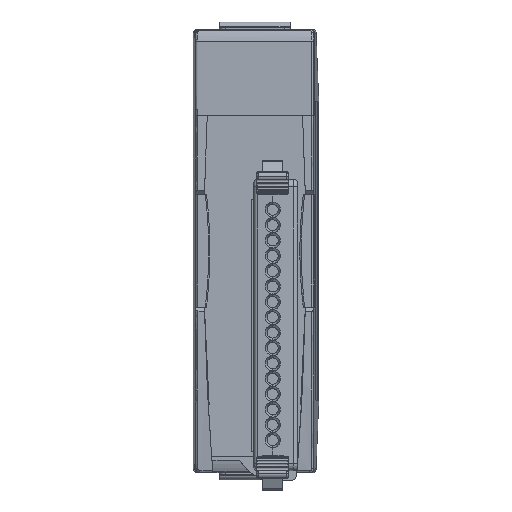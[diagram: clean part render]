
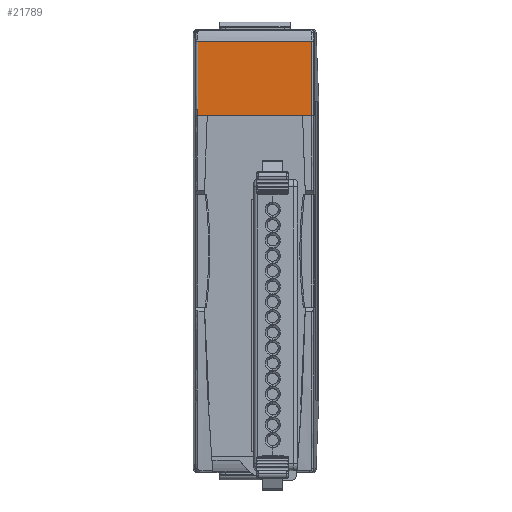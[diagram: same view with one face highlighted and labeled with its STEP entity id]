
A CAD part, top view. The second image highlights one B-rep face of the part: STEP entity #21789.
In plain terms, the highlighted planar face has unit normal (0, 0, 1).
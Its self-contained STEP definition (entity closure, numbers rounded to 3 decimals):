
#378 = CARTESIAN_POINT ( 'NONE',  ( 29.892, 33.5, 84.5 ) ) ;
#2457 = CARTESIAN_POINT ( 'NONE',  ( 1.607, 48.333, 84.5 ) ) ;
#3409 = ORIENTED_EDGE ( 'NONE', *, *, #71430, .T. ) ;
#3812 = VERTEX_POINT ( 'NONE', #32331 ) ;
#5086 = VERTEX_POINT ( 'NONE', #48018 ) ;
#5212 = LINE ( 'NONE', #86769, #52899 ) ;
#5591 = LINE ( 'NONE', #13321, #21477 ) ;
#7099 = DIRECTION ( 'NONE',  ( -1., 0., 0. ) ) ;
#9312 = CARTESIAN_POINT ( 'NONE',  ( 1.607, 43., 84.5 ) ) ;
#10585 = PLANE ( 'NONE',  #37888 ) ;
#13321 = CARTESIAN_POINT ( 'NONE',  ( 29.892, 35., 84.5 ) ) ;
#13600 = CARTESIAN_POINT ( 'NONE',  ( 1.607, 33.5, 84.5 ) ) ;
#14602 = FACE_OUTER_BOUND ( 'NONE', #26096, .T. ) ;
#16107 = CARTESIAN_POINT ( 'NONE',  ( 1.607, 35., 84.5 ) ) ;
#17420 = DIRECTION ( 'NONE',  ( 0., 0., 1. ) ) ;
#18459 = VERTEX_POINT ( 'NONE', #378 ) ;
#20538 = CARTESIAN_POINT ( 'NONE',  ( 46.666, 52., 84.5 ) ) ;
#21192 = LINE ( 'NONE', #32060, #73113 ) ;
#21477 = VECTOR ( 'NONE', #67483, 1000. ) ;
#21789 = ADVANCED_FACE ( 'NONE', ( #14602 ), #10585, .T. ) ;
#23376 = ORIENTED_EDGE ( 'NONE', *, *, #81450, .T. ) ;
#25295 = DIRECTION ( 'NONE',  ( 0., -1., 0. ) ) ;
#26096 = EDGE_LOOP ( 'NONE', ( #71980, #60480, #51875, #3409, #23376, #70479, #53791 ) ) ;
#31066 = LINE ( 'NONE', #79488, #82993 ) ;
#31973 = CARTESIAN_POINT ( 'NONE',  ( 1.607, 52., 84.5 ) ) ;
#32060 = CARTESIAN_POINT ( 'NONE',  ( 1.099, 33.5, 84.5 ) ) ;
#32331 = CARTESIAN_POINT ( 'NONE',  ( 1.607, 52., 84.5 ) ) ;
#32369 = DIRECTION ( 'NONE',  ( 1., 0., 0. ) ) ;
#32609 = DIRECTION ( 'NONE',  ( -1., 0., 0. ) ) ;
#33946 = VERTEX_POINT ( 'NONE', #31973 ) ;
#35910 = LINE ( 'NONE', #61235, #53942 ) ;
#36267 = CARTESIAN_POINT ( 'NONE',  ( 1.607, 51.333, 84.5 ) ) ;
#37730 = CARTESIAN_POINT ( 'NONE',  ( 29.892, 52., 84.5 ) ) ;
#37888 = AXIS2_PLACEMENT_3D ( 'NONE', #78104, #17420, #64735 ) ;
#41642 = CARTESIAN_POINT ( 'NONE',  ( 1.607, 35., 84.5 ) ) ;
#43077 = CARTESIAN_POINT ( 'NONE',  ( 1.607, 49.667, 84.5 ) ) ;
#43748 = EDGE_CURVE ( 'NONE', #73290, #3812, #35910, .T. ) ;
#48018 = CARTESIAN_POINT ( 'NONE',  ( 29.892, 52., 84.5 ) ) ;
#49878 = CARTESIAN_POINT ( 'NONE',  ( 1.607, 47., 84.5 ) ) ;
#51875 = ORIENTED_EDGE ( 'NONE', *, *, #81389, .T. ) ;
#52899 = VECTOR ( 'NONE', #32609, 1000. ) ;
#52977 = LINE ( 'NONE', #20538, #86869 ) ;
#53791 = ORIENTED_EDGE ( 'NONE', *, *, #81829, .T. ) ;
#53942 = VECTOR ( 'NONE', #7099, 1000. ) ;
#56675 = CARTESIAN_POINT ( 'NONE',  ( 1.607, 39., 84.5 ) ) ;
#60480 = ORIENTED_EDGE ( 'NONE', *, *, #71140, .T. ) ;
#60749 = VERTEX_POINT ( 'NONE', #13600 ) ;
#61080 = DIRECTION ( 'NONE',  ( -1., 0., 0. ) ) ;
#61235 = CARTESIAN_POINT ( 'NONE',  ( 46.666, 52., 84.5 ) ) ;
#63164 = CARTESIAN_POINT ( 'NONE',  ( 1.607, 52., 84.5 ) ) ;
#64735 = DIRECTION ( 'NONE',  ( 1., 0., 0. ) ) ;
#64835 = EDGE_CURVE ( 'NONE', #33946, #84527, #86610, .T. ) ;
#67483 = DIRECTION ( 'NONE',  ( 0., 1., 0. ) ) ;
#70004 = CARTESIAN_POINT ( 'NONE',  ( 1.607, 51.667, 84.5 ) ) ;
#70479 = ORIENTED_EDGE ( 'NONE', *, *, #43748, .T. ) ;
#71140 = EDGE_CURVE ( 'NONE', #84527, #60749, #31066, .T. ) ;
#71430 = EDGE_CURVE ( 'NONE', #18459, #5086, #5591, .T. ) ;
#71980 = ORIENTED_EDGE ( 'NONE', *, *, #64835, .T. ) ;
#73113 = VECTOR ( 'NONE', #32369, 1000. ) ;
#73290 = VERTEX_POINT ( 'NONE', #37730 ) ;
#78104 = CARTESIAN_POINT ( 'NONE',  ( 1.099, 35., 84.5 ) ) ;
#79488 = CARTESIAN_POINT ( 'NONE',  ( 1.607, 33.5, 84.5 ) ) ;
#81389 = EDGE_CURVE ( 'NONE', #60749, #18459, #21192, .T. ) ;
#81450 = EDGE_CURVE ( 'NONE', #5086, #73290, #52977, .T. ) ;
#81829 = EDGE_CURVE ( 'NONE', #3812, #33946, #5212, .T. ) ;
#82993 = VECTOR ( 'NONE', #25295, 1000. ) ;
#83628 = CARTESIAN_POINT ( 'NONE',  ( 1.607, 51., 84.5 ) ) ;
#84527 = VERTEX_POINT ( 'NONE', #41642 ) ;
#86610 = B_SPLINE_CURVE_WITH_KNOTS ( 'NONE', 3,
 ( #63164, #70004, #36267, #83628, #43077, #2457, #49878, #9312, #56675, #16107 ),
 .UNSPECIFIED., .F., .F.,
 ( 4, 3, 3, 4 ),
 ( 0., 0.001, 0.005, 0.017 ),
 .UNSPECIFIED. ) ;
#86769 = CARTESIAN_POINT ( 'NONE',  ( 46.666, 52., 84.5 ) ) ;
#86869 = VECTOR ( 'NONE', #61080, 1000. ) ;
